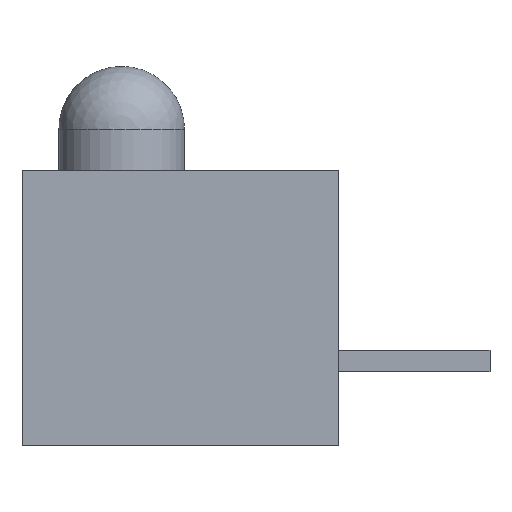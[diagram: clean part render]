
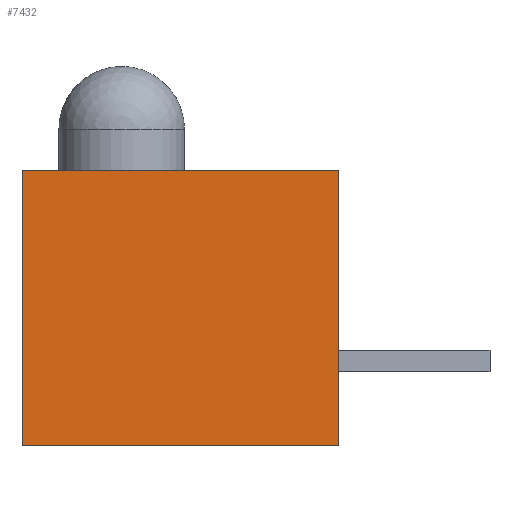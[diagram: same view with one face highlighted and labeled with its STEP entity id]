
A CAD part, left-side view. The second image highlights one B-rep face of the part: STEP entity #7432.
In plain terms, the highlighted planar face has unit normal (-1, 0, 0).
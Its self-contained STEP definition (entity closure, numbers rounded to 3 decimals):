
#2082 = DIRECTION ( 'NONE',  ( 0., -1., 0. ) ) ;
#2083 = VECTOR ( 'NONE', #2082, 1000. ) ;
#2084 = CARTESIAN_POINT ( 'NONE',  ( -2.3, 0.244, 3.175 ) ) ;
#2085 = LINE ( 'NONE', #2084, #2083 ) ;
#2241 = PLANE ( 'NONE',  #2275 ) ;
#2272 = DIRECTION ( 'NONE',  ( 0., 0., -1. ) ) ;
#2273 = DIRECTION ( 'NONE',  ( 1., 0., 0. ) ) ;
#2274 = CARTESIAN_POINT ( 'NONE',  ( -2.3, 0.244, -8.117 ) ) ;
#2275 = AXIS2_PLACEMENT_3D ( 'NONE', #2274, #2273, #2272 ) ;
#2285 = FACE_OUTER_BOUND ( 'NONE', #7444, .T. ) ;
#3411 = DIRECTION ( 'NONE',  ( 0., 0., -1. ) ) ;
#3412 = VECTOR ( 'NONE', #3411, 1000. ) ;
#3413 = CARTESIAN_POINT ( 'NONE',  ( -2.3, -3.65, -8.117 ) ) ;
#3415 = CARTESIAN_POINT ( 'NONE',  ( -2.3, -3.65, -3.175 ) ) ;
#3420 = LINE ( 'NONE', #3413, #3412 ) ;
#3461 = CARTESIAN_POINT ( 'NONE',  ( -2.3, -3.65, 3.175 ) ) ;
#5978 = VERTEX_POINT ( 'NONE', #8966 ) ;
#6037 = EDGE_CURVE ( 'NONE', #5978, #6040, #9148, .T. ) ;
#6040 = VERTEX_POINT ( 'NONE', #9143 ) ;
#6086 = EDGE_CURVE ( 'NONE', #6040, #7807, #9224, .T. ) ;
#7342 = EDGE_CURVE ( 'NONE', #5978, #7839, #2085, .T. ) ;
#7379 = ORIENTED_EDGE ( 'NONE', *, *, #6086, .T. ) ;
#7391 = ORIENTED_EDGE ( 'NONE', *, *, #7342, .F. ) ;
#7432 = ADVANCED_FACE ( 'NONE', ( #2285 ), #2241, .F. ) ;
#7433 = ORIENTED_EDGE ( 'NONE', *, *, #6037, .T. ) ;
#7434 = ORIENTED_EDGE ( 'NONE', *, *, #7804, .F. ) ;
#7444 = EDGE_LOOP ( 'NONE', ( #7433, #7379, #7434, #7391 ) ) ;
#7804 = EDGE_CURVE ( 'NONE', #7839, #7807, #3420, .T. ) ;
#7807 = VERTEX_POINT ( 'NONE', #3415 ) ;
#7839 = VERTEX_POINT ( 'NONE', #3461 ) ;
#8966 = CARTESIAN_POINT ( 'NONE',  ( -2.3, 3.65, 3.175 ) ) ;
#9143 = CARTESIAN_POINT ( 'NONE',  ( -2.3, 3.65, -3.175 ) ) ;
#9145 = DIRECTION ( 'NONE',  ( 0., 0., -1. ) ) ;
#9146 = VECTOR ( 'NONE', #9145, 1000. ) ;
#9147 = CARTESIAN_POINT ( 'NONE',  ( -2.3, 3.65, -8.117 ) ) ;
#9148 = LINE ( 'NONE', #9147, #9146 ) ;
#9221 = DIRECTION ( 'NONE',  ( 0., -1., 0. ) ) ;
#9222 = VECTOR ( 'NONE', #9221, 1000. ) ;
#9223 = CARTESIAN_POINT ( 'NONE',  ( -2.3, 0.244, -3.175 ) ) ;
#9224 = LINE ( 'NONE', #9223, #9222 ) ;
